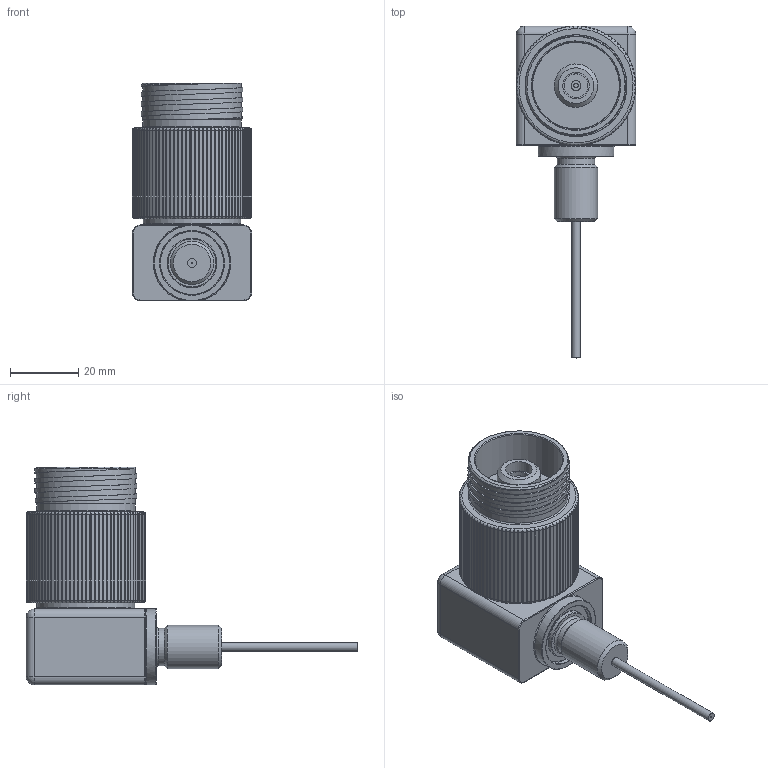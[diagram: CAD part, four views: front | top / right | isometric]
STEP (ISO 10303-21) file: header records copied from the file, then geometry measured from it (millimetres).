
FILE_DESCRIPTION(/* description */ ('','CAx-IF Rec.Pracs.---Representation and Presentation of Product Manufacturing Information (PMI)---4.0---2014-10-13'),/* implementation_level */ '2;1');
FILE_NAME(/* name */ 'HF75CXBHRAM RADLSA-M.stp',/* time_stamp */ '2024-04-23T10:16:56+02:00',/* author */ ('sh'),/* organization */ (''),/* preprocessor_version */ 'ST-DEVELOPER v19.2',/* originating_system */ 'Autodesk Inventor 2023',/* authorisation */ '');
FILE_SCHEMA (('AP242_MANAGED_MODEL_BASED_3D_ENGINEERING_MIM_LF { 1 0 10303 442 1 1 4 }'));
Length unit declared in the file: millimetre
Products named in the file (1): 01506207
Bounding box: 34.92 x 97.03 x 63.71 mm (x, y, z)
Volume: 52207.5 mm3; surface area: 22064.1 mm2
Topology: 2 solids, 4 shells, 423 faces, 1134 edges, 738 vertices
Faces by surface type: plane 223, cylinder 148, torus 26, bspline 14, cone 8, sphere 4
Full cylindrical faces by diameter (mm): 0.381 x1, 1.27 x1, 2.54 x1, 2.845 x1, 2.921 x1, 3.759 x1, 6.909 x2, 6.96 x1, 7.772 x2, 8.484 x1, 8.89 x1, 10.922 x1, 12.7 x2, 14.275 x1, 15.875 x1, 17.462 x1, 17.475 x1, 18.694 x1, 22.225 x1, 23.749 x1, 25.349 x1, 25.4 x1, 25.654 x1, 28.575 x2, 28.804 x1, 28.956 x3, 29.743 x3, 30.048 x2, 31.267 x1
Entity records: 17300 total; most frequent: CARTESIAN_POINT 6747, ORIENTED_EDGE 2258, DIRECTION 1878, EDGE_CURVE 1129, AXIS2_PLACEMENT_3D 763, VERTEX_POINT 738, EDGE_LOOP 451, STYLED_ITEM 428
